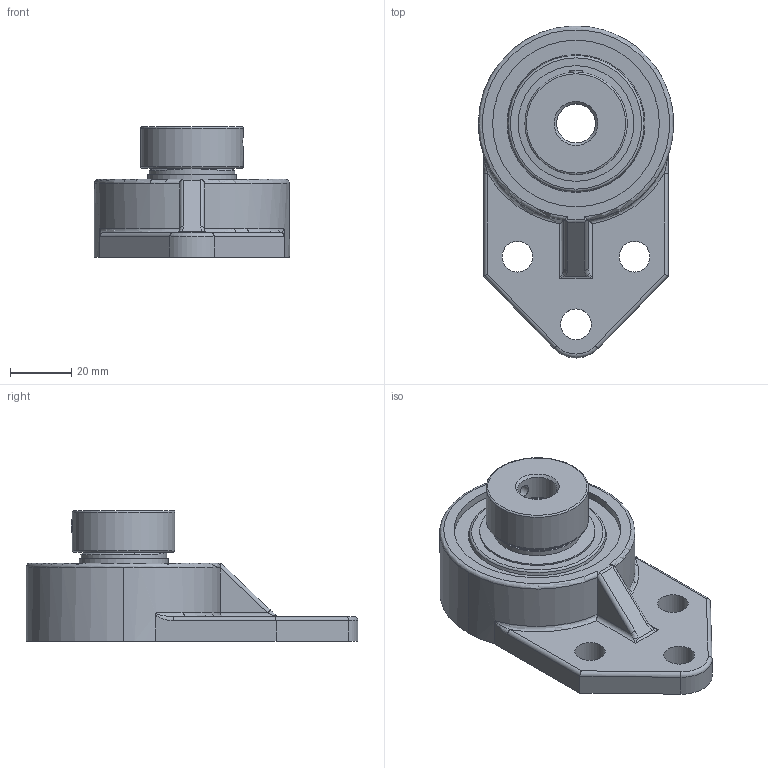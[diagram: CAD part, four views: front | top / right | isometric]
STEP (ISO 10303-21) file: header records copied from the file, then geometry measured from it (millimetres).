
FILE_DESCRIPTION(('HOOPS Exchange Step'),'2;1');
FILE_NAME('export-C9135835-D862-4276-9793-F7D5F76C7027.stp','2020-05-20T11:56:32-07:00',('dkerr'),('Alibre'),'HOOPS Exchange 2020.0','Alibre','Unknown authorisation');
FILE_SCHEMA( ('AP242_MANAGED_MODEL_BASED_3D_ENGINEERING_MIM_LF {1 0 10303 442 1 1 4 }') );
Length unit declared in the file: inch
Products named in the file (8): MRN SFBM 204 L4L; SNC 201-204 (Ball Bearing); SNC 201-8 (Collar); SNC 201-8 L4L (0.500inch) (Race); SNC 201-204 (Setscrew); SNC 201-204 (Shield); MRN SNC 201-8 L4L (0.500inch); MRN SNCSFBM 201-8 L4L (0.500inch)
Assembly tree (8 placements, depth 3):
  MRN SNCSFBM 201-8 L4L (0.500inch)
    MRN SFBM 204 L4L
    MRN SNC 201-8 L4L (0.500inch)
      SNC 201-204 (Ball Bearing)
      SNC 201-8 (Collar)
      SNC 201-8 L4L (0.500inch) (Race)
      SNC 201-204 (Setscrew)
      SNC 201-204 (Shield)  x2
Bounding box: 63.5 x 108 x 42.5 mm (x, y, z)
Volume: 84079 mm3; surface area: 35920 mm2
Topology: 15 solids, 15 shells, 147 faces, 398 edges, 258 vertices
Faces by surface type: cylinder 50, plane 40, torus 19, sphere 15, bspline 12, cone 11
Full cylindrical faces by diameter (mm): 4.134 x3, 10 x3, 12.7 x2, 25.908 x2, 27.94 x4, 28.956 x2, 33.3 x1, 37.214 x2, 37.618 x2, 50.801 x1, 54.25 x1
Entity records: 7609 total; most frequent: CARTESIAN_POINT 3882, DIRECTION 791, ORIENTED_EDGE 702, EDGE_CURVE 351, AXIS2_PLACEMENT_3D 342, VERTEX_POINT 244, CIRCLE 180, EDGE_LOOP 163
